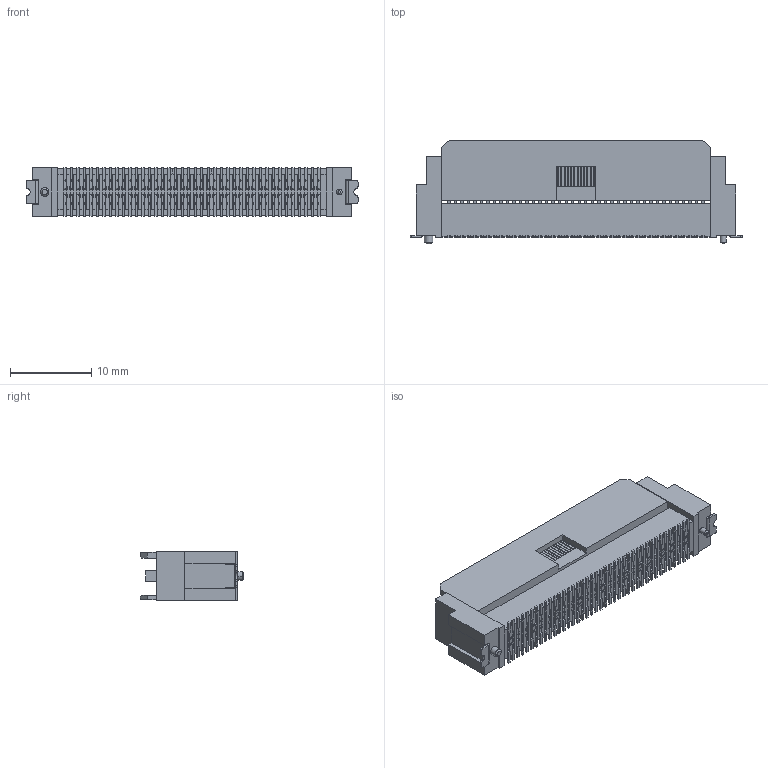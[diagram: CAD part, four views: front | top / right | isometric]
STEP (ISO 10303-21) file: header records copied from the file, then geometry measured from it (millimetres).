
FILE_DESCRIPTION((''),'2;1');
FILE_NAME('ASM0001_ASM','2025-10-14T11:45:13',('gongchengVV'),(''),'CREO PARAMETRIC BY PTC INC, 2020033','CREO PARAMETRIC BY PTC INC, 2020033','');
FILE_SCHEMA(('CONFIG_CONTROL_DESIGN'));
Products named in the file (1): ASM0001_ASM
Bounding box: 40.8 x 12.75 x 6 mm (x, y, z)
Volume: 1494.9 mm3; surface area: 4370.4 mm2
Topology: 1 solids, 1 shells, 2847 faces, 9031 edges, 5796 vertices
Faces by surface type: plane 2585, cylinder 258, cone 4
Entity records: 98659 total; most frequent: ORIENTED_EDGE 18062, CARTESIAN_POINT 17674, DIRECTION 15245, EDGE_CURVE 9031, VECTOR 8511, LINE 8511, VERTEX_POINT 5796, AXIS2_PLACEMENT_3D 3367
